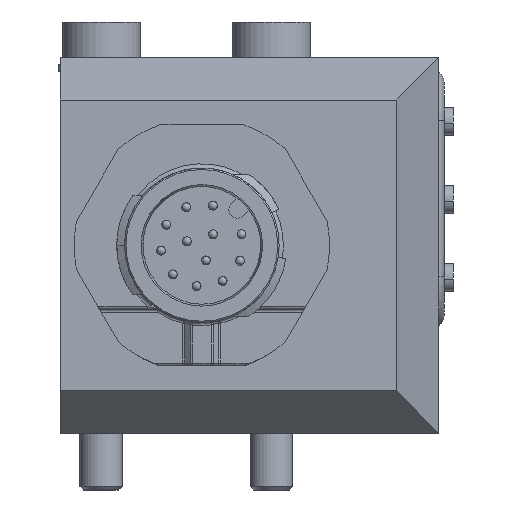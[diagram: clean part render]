
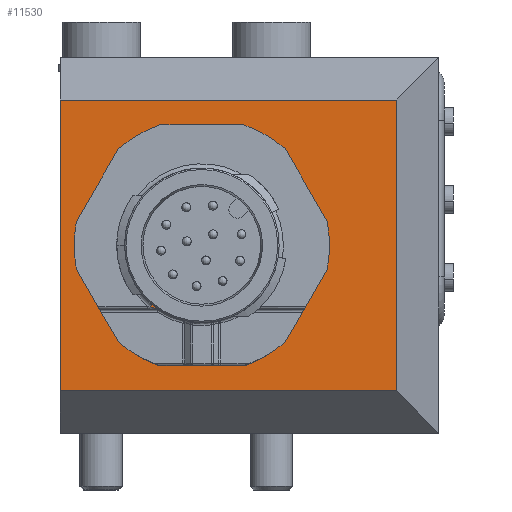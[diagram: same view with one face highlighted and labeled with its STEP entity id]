
A CAD part, left-side view. The second image highlights one B-rep face of the part: STEP entity #11530.
In plain terms, the highlighted planar face has unit normal (-1, 0, 0).
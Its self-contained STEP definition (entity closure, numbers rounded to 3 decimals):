
#710 = CARTESIAN_POINT ( 'NONE',  ( -105.798, 30.297, 43.983 ) ) ;
#725 = EDGE_CURVE ( 'NONE', #10850, #7986, #3680, .T. ) ;
#1485 = DIRECTION ( 'NONE',  ( 0., -1., 0. ) ) ;
#1545 = LINE ( 'NONE', #18332, #16051 ) ;
#2766 = CARTESIAN_POINT ( 'NONE',  ( -105.798, 30.297, 46.983 ) ) ;
#2804 = EDGE_CURVE ( 'NONE', #19128, #11712, #1545, .T. ) ;
#3001 = LINE ( 'NONE', #11314, #21911 ) ;
#3214 = ORIENTED_EDGE ( 'NONE', *, *, #2804, .T. ) ;
#3650 = CARTESIAN_POINT ( 'NONE',  ( -105.798, 6.597, 23.483 ) ) ;
#3680 = LINE ( 'NONE', #19521, #8697 ) ;
#4489 = CARTESIAN_POINT ( 'NONE',  ( -105.798, 6.597, 46.983 ) ) ;
#5192 = EDGE_CURVE ( 'NONE', #11712, #10850, #7999, .T. ) ;
#5699 = ORIENTED_EDGE ( 'NONE', *, *, #5192, .T. ) ;
#6559 = DIRECTION ( 'NONE',  ( 0., 1., 0. ) ) ;
#6674 = CARTESIAN_POINT ( 'NONE',  ( -105.798, 30.297, 23.483 ) ) ;
#7866 = ORIENTED_EDGE ( 'NONE', *, *, #725, .T. ) ;
#7986 = VERTEX_POINT ( 'NONE', #710 ) ;
#7999 = LINE ( 'NONE', #4489, #11239 ) ;
#8684 = FACE_OUTER_BOUND ( 'NONE', #24308, .T. ) ;
#8697 = VECTOR ( 'NONE', #22700, 1000. ) ;
#10293 = PLANE ( 'NONE',  #20125 ) ;
#10850 = VERTEX_POINT ( 'NONE', #14511 ) ;
#11239 = VECTOR ( 'NONE', #15102, 1000. ) ;
#11314 = CARTESIAN_POINT ( 'NONE',  ( -105.798, 30.297, 46.983 ) ) ;
#11530 = ADVANCED_FACE ( 'NONE', ( #8684 ), #10293, .F. ) ;
#11712 = VERTEX_POINT ( 'NONE', #3650 ) ;
#13202 = DIRECTION ( 'NONE',  ( 0., 0., -1. ) ) ;
#14511 = CARTESIAN_POINT ( 'NONE',  ( -105.798, 6.597, 43.983 ) ) ;
#15102 = DIRECTION ( 'NONE',  ( 0., 0., 1. ) ) ;
#16051 = VECTOR ( 'NONE', #1485, 1000. ) ;
#17847 = DIRECTION ( 'NONE',  ( 1., 0., 0. ) ) ;
#18332 = CARTESIAN_POINT ( 'NONE',  ( -105.798, 30.297, 23.483 ) ) ;
#19128 = VERTEX_POINT ( 'NONE', #6674 ) ;
#19521 = CARTESIAN_POINT ( 'NONE',  ( -105.798, 30.297, 43.983 ) ) ;
#20125 = AXIS2_PLACEMENT_3D ( 'NONE', #2766, #17847, #6559 ) ;
#21768 = ORIENTED_EDGE ( 'NONE', *, *, #23540, .T. ) ;
#21911 = VECTOR ( 'NONE', #13202, 1000. ) ;
#22700 = DIRECTION ( 'NONE',  ( 0., 1., 0. ) ) ;
#23540 = EDGE_CURVE ( 'NONE', #7986, #19128, #3001, .T. ) ;
#24308 = EDGE_LOOP ( 'NONE', ( #21768, #3214, #5699, #7866 ) ) ;
